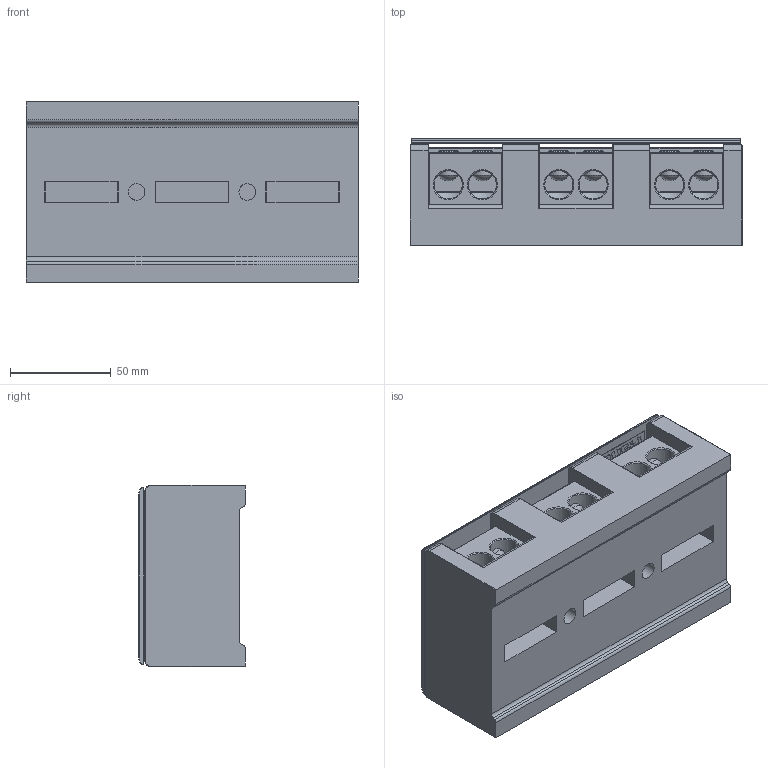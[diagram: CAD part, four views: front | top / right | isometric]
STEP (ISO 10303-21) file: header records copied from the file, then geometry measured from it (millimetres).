
FILE_DESCRIPTION((''),'2;1');
FILE_NAME('5YB574834','2023-08-05T',('Administrator'),(''),'PRO/ENGINEER BY PARAMETRIC TECHNOLOGY CORPORATION, 2013230','PRO/ENGINEER BY PARAMETRIC TECHNOLOGY CORPORATION, 2013230','');
FILE_SCHEMA(('CONFIG_CONTROL_DESIGN'));
Products named in the file (1): 5YB574834
Bounding box: 165 x 53 x 90 mm (x, y, z)
Volume: 507305.6 mm3; surface area: 142098.8 mm2
Topology: 1 solids, 40 shells, 2064 faces, 5551 edges, 3607 vertices
Faces by surface type: plane 1570, cylinder 332, cone 78, torus 60, sphere 24
Entity records: 79393 total; most frequent: CARTESIAN_POINT 13034, ORIENTED_EDGE 11018, DIRECTION 10123, EDGE_CURVE 5509, VECTOR 4475, LINE 4475, VERTEX_POINT 3607, AXIS2_PLACEMENT_3D 2824
